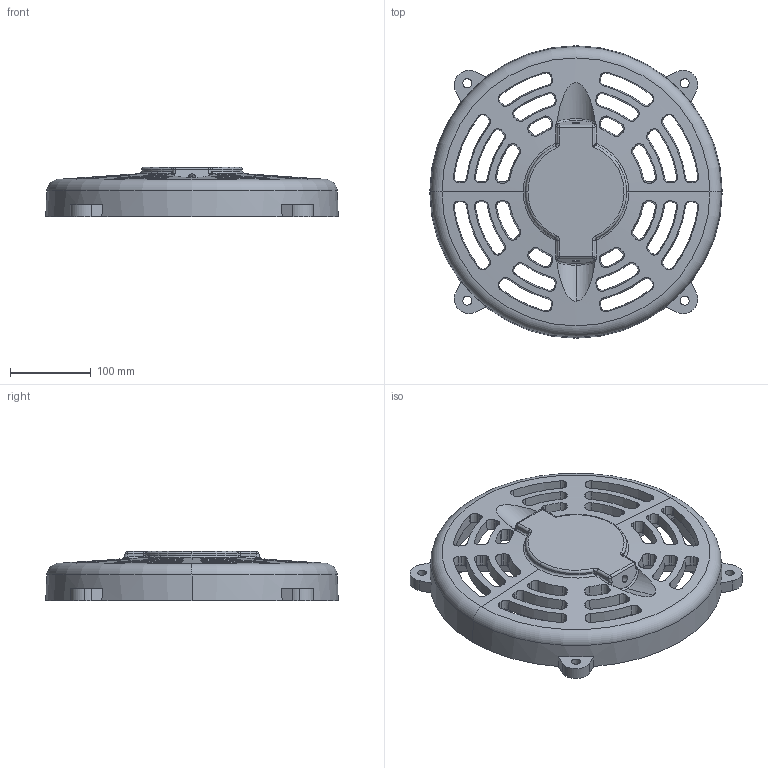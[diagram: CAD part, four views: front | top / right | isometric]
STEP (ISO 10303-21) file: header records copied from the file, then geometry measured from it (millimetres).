
FILE_DESCRIPTION (( 'STEP AP214' ), '1' );
FILE_NAME ('MTADP-OEB-320.STEP', '2020-07-08T14:05:29', ( '' ), ( '' ), 'SwSTEP 2.0', 'SolidWorks 2017', '' );
FILE_SCHEMA (( 'AUTOMOTIVE_DESIGN' ));
Length unit declared in the file: inch
Products named in the file (1): MTADP-OEB-320
Bounding box: 361.99 x 361.99 x 61 mm (x, y, z)
Volume: 1999407.7 mm3; surface area: 330660.4 mm2
Topology: 1 solids, 3 shells, 572 faces, 1583 edges, 992 vertices
Faces by surface type: cone 199, plane 169, cylinder 111, bspline 47, torus 38, sphere 8
Entity records: 26780 total; most frequent: CARTESIAN_POINT 12666, ORIENTED_EDGE 3142, DIRECTION 2780, EDGE_CURVE 1571, AXIS2_PLACEMENT_3D 1097, VERTEX_POINT 992, EDGE_LOOP 619, VECTOR 586
